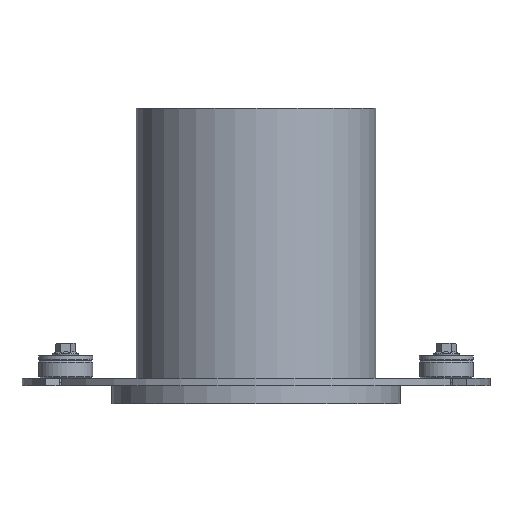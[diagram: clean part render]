
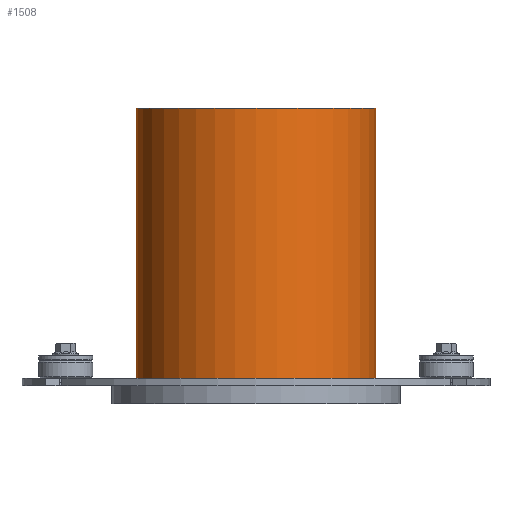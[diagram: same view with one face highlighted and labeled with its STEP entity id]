
A CAD part, left-side view. The second image highlights one B-rep face of the part: STEP entity #1508.
In plain terms, the highlighted cylindrical face has radius 665 mm (diameter 1330 mm), a full revolution.
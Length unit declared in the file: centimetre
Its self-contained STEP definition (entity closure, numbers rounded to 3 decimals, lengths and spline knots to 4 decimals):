
#104=LINE('',#2320,#218);
#218=VECTOR('',#1829,66.5);
#331=CYLINDRICAL_SURFACE('',#1614,66.5);
#384=FACE_OUTER_BOUND('',#478,.T.);
#478=EDGE_LOOP('',(#1049,#1050,#1051,#1052));
#589=CIRCLE('',#1613,66.5);
#590=CIRCLE('',#1615,66.5);
#681=VERTEX_POINT('',#2315);
#682=VERTEX_POINT('',#2318);
#823=EDGE_CURVE('',#681,#681,#589,.T.);
#824=EDGE_CURVE('',#682,#682,#590,.T.);
#825=EDGE_CURVE('',#682,#681,#104,.T.);
#1049=ORIENTED_EDGE('',*,*,#824,.F.);
#1050=ORIENTED_EDGE('',*,*,#825,.T.);
#1051=ORIENTED_EDGE('',*,*,#823,.F.);
#1052=ORIENTED_EDGE('',*,*,#825,.F.);
#1508=ADVANCED_FACE('',(#384),#331,.T.);
#1613=AXIS2_PLACEMENT_3D('',#2316,#1823,#1824);
#1614=AXIS2_PLACEMENT_3D('',#2317,#1825,#1826);
#1615=AXIS2_PLACEMENT_3D('',#2319,#1827,#1828);
#1823=DIRECTION('center_axis',(0.,0.,
-1.));
#1824=DIRECTION('ref_axis',(0.,-1.,0.));
#1825=DIRECTION('center_axis',(0.,0.,
1.));
#1826=DIRECTION('ref_axis',(0.,-1.,0.));
#1827=DIRECTION('center_axis',(0.,0.,
1.));
#1828=DIRECTION('ref_axis',(0.,-1.,0.));
#1829=DIRECTION('',(0.,0.,-1.));
#2315=CARTESIAN_POINT('',(0.,66.5,14.));
#2316=CARTESIAN_POINT('Origin',(0.,0.,
14.));
#2317=CARTESIAN_POINT('Origin',(0.,0.,
89.));
#2318=CARTESIAN_POINT('',(0.,66.5,164.));
#2319=CARTESIAN_POINT('Origin',(0.,0.,
164.));
#2320=CARTESIAN_POINT('',(0.,66.5,89.));
